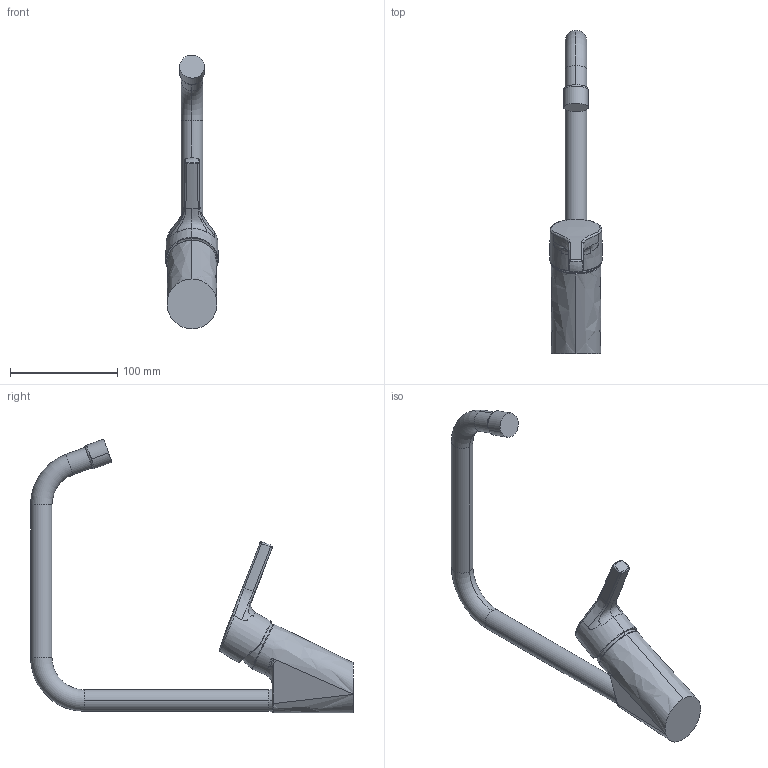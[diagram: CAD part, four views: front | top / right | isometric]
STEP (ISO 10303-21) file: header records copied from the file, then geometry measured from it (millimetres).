
FILE_DESCRIPTION (( 'STEP AP203' ), '1' );
FILE_NAME ('3933FH(2018)+56502203.STEP', '2018-05-31T03:52:44', ( '' ), ( '' ), 'SwSTEP 2.0', 'SolidWorks 2016', '' );
FILE_SCHEMA (( 'CONFIG_CONTROL_DESIGN' ));
Length unit declared in the file: millimetre
Products named in the file (1): 3933FH(2018)+56502203
Bounding box: 48.96 x 300.7 x 254.89 mm (x, y, z)
Volume: 430862.9 mm3; surface area: 67934.3 mm2
Topology: 7 solids, 7 shells, 112 faces, 248 edges, 154 vertices
Faces by surface type: bspline 50, cylinder 23, plane 21, torus 12, cone 4, sphere 2
Entity records: 12392 total; most frequent: CARTESIAN_POINT 10213, ORIENTED_EDGE 496, DIRECTION 330, EDGE_CURVE 248, VERTEX_POINT 154, AXIS2_PLACEMENT_3D 147, B_SPLINE_CURVE_WITH_KNOTS 122, EDGE_LOOP 116
